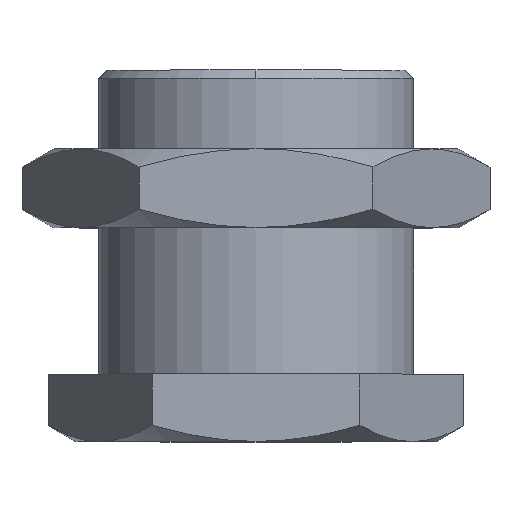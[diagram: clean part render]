
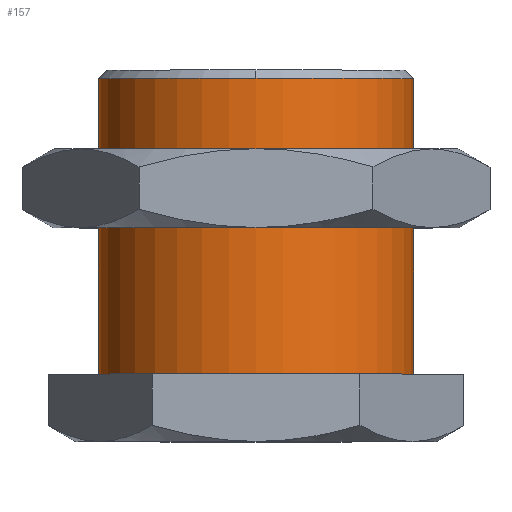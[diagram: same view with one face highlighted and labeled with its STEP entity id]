
A CAD part, top view. The second image highlights one B-rep face of the part: STEP entity #157.
In plain terms, the highlighted cylindrical face has radius 14 mm (diameter 28 mm), a partial arc.
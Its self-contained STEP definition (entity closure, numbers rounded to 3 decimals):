
#157=ADVANCED_FACE('',(#332),#333,.T.);
#332=FACE_OUTER_BOUND('',#527,.T.);
#333=CYLINDRICAL_SURFACE('',#528,14.0);
#527=EDGE_LOOP('',(#876,#877,#878,#879,#880));
#528=AXIS2_PLACEMENT_3D('',#881,#882,#883);
#876=ORIENTED_EDGE('',*,*,#1128,.T.);
#877=ORIENTED_EDGE('',*,*,#1117,.F.);
#878=ORIENTED_EDGE('',*,*,#1191,.F.);
#879=ORIENTED_EDGE('',*,*,#1130,.T.);
#880=ORIENTED_EDGE('',*,*,#1180,.T.);
#881=CARTESIAN_POINT('',(0.0,0.0,0.0));
#882=DIRECTION('',(0.0,-1.0,0.0));
#883=DIRECTION('',(1.0,0.0,0.0));
#1117=EDGE_CURVE('',#1319,#1321,#1322,.T.);
#1128=EDGE_CURVE('',#1337,#1321,#1338,.T.);
#1130=EDGE_CURVE('',#1341,#1339,#1342,.T.);
#1180=EDGE_CURVE('',#1339,#1337,#1417,.T.);
#1191=EDGE_CURVE('',#1341,#1319,#1431,.T.);
#1319=VERTEX_POINT('',#1623);
#1321=VERTEX_POINT('',#1626);
#1322=CIRCLE('',#1627,14.0);
#1337=VERTEX_POINT('',#1644);
#1338=LINE('',#1645,#1646);
#1339=VERTEX_POINT('',#1647);
#1341=VERTEX_POINT('',#1649);
#1342=LINE('',#1650,#1651);
#1417=CIRCLE('',#1853,14.0);
#1431=CIRCLE('',#1878,14.0);
#1623=CARTESIAN_POINT('',(0.,26.25,14.0));
#1626=CARTESIAN_POINT('',(14.0,26.25,0.0));
#1627=AXIS2_PLACEMENT_3D('',#2194,#2195,#2196);
#1644=CARTESIAN_POINT('',(14.0,0.0,0.));
#1645=CARTESIAN_POINT('',(14.0,0.0,0.));
#1646=VECTOR('',#2214,1.0);
#1647=CARTESIAN_POINT('',(-14.0,0.0,0.0));
#1649=CARTESIAN_POINT('',(-14.0,26.25,0.));
#1650=CARTESIAN_POINT('',(-14.0,0.0,0.));
#1651=VECTOR('',#2218,1.0);
#1853=AXIS2_PLACEMENT_3D('',#2274,#2275,#2276);
#1878=AXIS2_PLACEMENT_3D('',#2288,#2289,#2290);
#2194=CARTESIAN_POINT('',(0.0,26.25,0.0));
#2195=DIRECTION('',(-0.0,1.0,0.0));
#2196=DIRECTION('',(1.0,0.0,0.0));
#2214=DIRECTION('',(-0.0,1.0,-0.0));
#2218=DIRECTION('',(0.0,-1.0,0.0));
#2274=CARTESIAN_POINT('',(0.0,0.0,0.0));
#2275=DIRECTION('',(-0.0,1.0,0.0));
#2276=DIRECTION('',(1.0,0.0,0.0));
#2288=CARTESIAN_POINT('',(0.0,26.25,0.0));
#2289=DIRECTION('',(-0.0,1.0,0.0));
#2290=DIRECTION('',(1.0,0.0,0.0));
